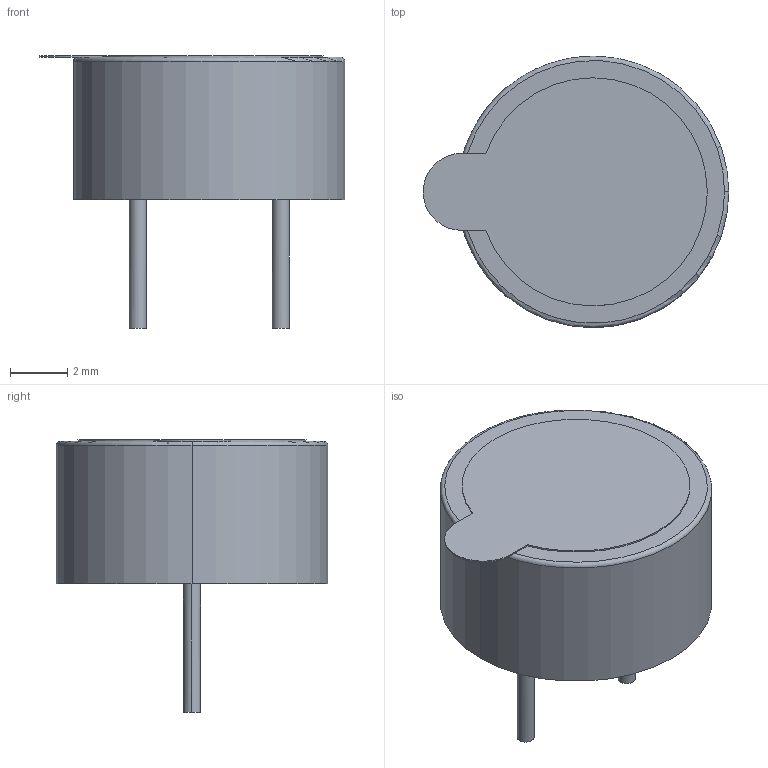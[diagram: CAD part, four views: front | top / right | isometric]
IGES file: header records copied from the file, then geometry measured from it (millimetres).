
Global section: file name: No Iges File Name specified; native system: AutoDesk Inventor R12.0; preprocessor: AutoDesk Inventor Iges Exporter R12.0; date: 20090218.162326; units: millimetre
Bounding box: 10.7 x 9.5 x 9.55 mm (x, y, z)
Volume: 127.4 mm3; surface area: 664.9 mm2
Topology: 1 solids, 3 shells, 42 faces, 94 edges, 59 vertices
Faces by surface type: cylinder 18, plane 14, revolution 6, bspline 2, torus 2
